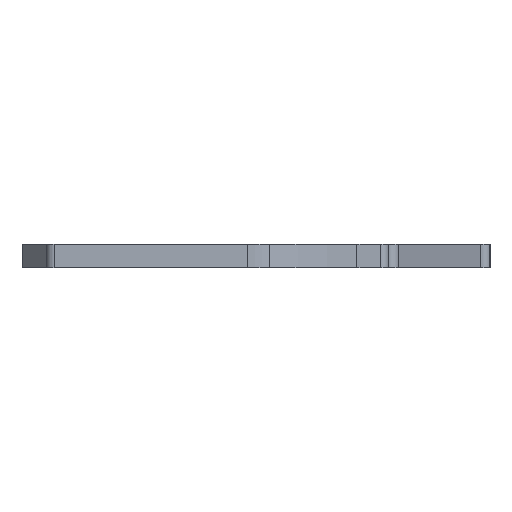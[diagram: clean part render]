
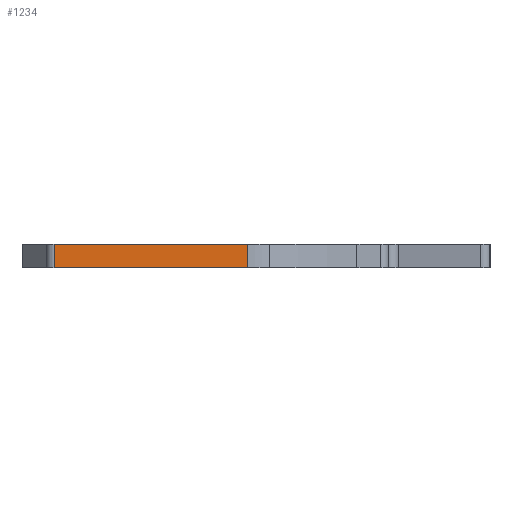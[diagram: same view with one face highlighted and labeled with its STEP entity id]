
A CAD part, left-side view. The second image highlights one B-rep face of the part: STEP entity #1234.
In plain terms, the highlighted planar face has unit normal (-1, 0, 0).
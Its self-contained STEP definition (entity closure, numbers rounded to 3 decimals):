
#203=DIRECTION('',(0.,1.,0.));
#204=VECTOR('',#203,12.341);
#205=CARTESIAN_POINT('',(-29.3,16.,0.));
#206=LINE('',#205,#204);
#556=DIRECTION('',(0.,0.,-1.));
#557=VECTOR('',#556,1.5);
#558=CARTESIAN_POINT('',(-29.3,16.,1.5));
#559=LINE('',#558,#557);
#570=DIRECTION('',(0.,1.,0.));
#571=VECTOR('',#570,12.341);
#572=CARTESIAN_POINT('',(-29.3,16.,1.5));
#573=LINE('',#572,#571);
#577=DIRECTION('',(0.,0.,1.));
#578=VECTOR('',#577,1.5);
#579=CARTESIAN_POINT('',(-29.3,28.341,0.));
#580=LINE('',#579,#578);
#789=CARTESIAN_POINT('',(-29.3,28.341,0.));
#790=VERTEX_POINT('',#789);
#791=CARTESIAN_POINT('',(-29.3,16.,0.));
#792=VERTEX_POINT('',#791);
#829=CARTESIAN_POINT('',(-29.3,16.,1.5));
#830=VERTEX_POINT('',#829);
#831=CARTESIAN_POINT('',(-29.3,28.341,1.5));
#832=VERTEX_POINT('',#831);
#1222=CARTESIAN_POINT('',(-29.3,16.,0.));
#1223=DIRECTION('',(1.,0.,0.));
#1224=DIRECTION('',(0.,-1.,0.));
#1225=AXIS2_PLACEMENT_3D('',#1222,#1223,#1224);
#1226=PLANE('',#1225);
#1228=ORIENTED_EDGE('',*,*,#1227,.T.);
#1229=ORIENTED_EDGE('',*,*,#1004,.F.);
#1230=ORIENTED_EDGE('',*,*,#1207,.T.);
#1231=ORIENTED_EDGE('',*,*,#928,.T.);
#1232=EDGE_LOOP('',(#1228,#1229,#1230,#1231));
#1233=FACE_OUTER_BOUND('',#1232,.F.);
#928=EDGE_CURVE('',#792,#790,#206,.T.);
#1004=EDGE_CURVE('',#830,#832,#573,.T.);
#1207=EDGE_CURVE('',#830,#792,#559,.T.);
#1227=EDGE_CURVE('',#790,#832,#580,.T.);
#1234=ADVANCED_FACE('',(#1233),#1226,.F.);
